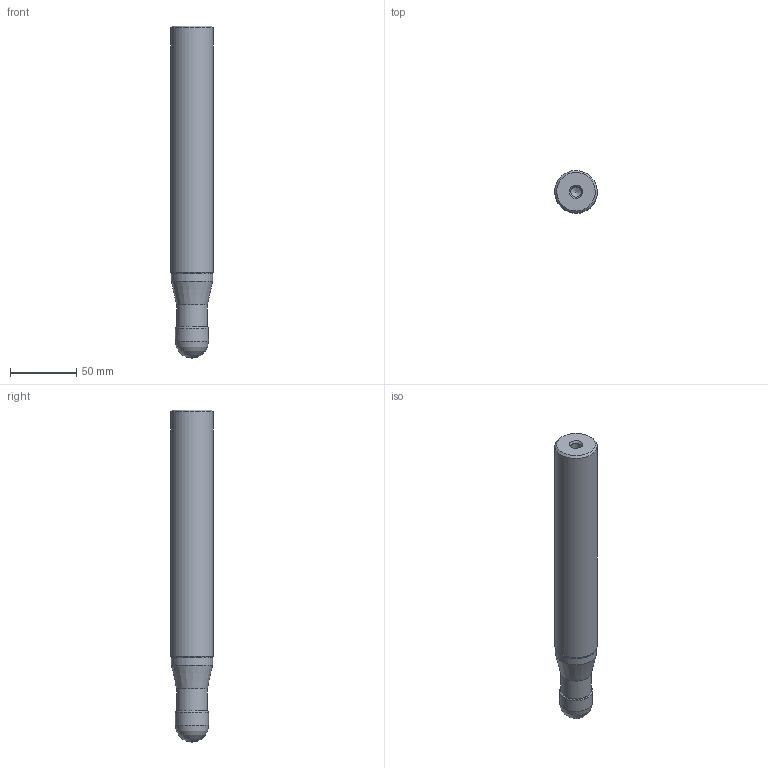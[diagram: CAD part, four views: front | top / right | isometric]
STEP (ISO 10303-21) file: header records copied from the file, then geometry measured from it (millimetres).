
FILE_DESCRIPTION(/* description */ (''),/* implementation_level */ '2;1');
FILE_NAME(/* name */ '25L2R065A32-SZP25-C_115009552ndi000_00-SIM.stp',/* time_stamp */ '2020-01-28T07:58:19+01:00',/* author */ (''),/* organization */ (''),/* preprocessor_version */ 'ST-DEVELOPER v16.7',/* originating_system */ 'SIEMENS PLM Software NX 12.0',/* authorisation */ '');
FILE_SCHEMA (('AUTOMOTIVE_DESIGN { 1 0 10303 214 3 1 1 1 }'));
Length unit declared in the file: millimetre
Products named in the file (1): hm153744A8CDt087
Bounding box: 31.99 x 31.99 x 249.98 mm (x, y, z)
Volume: 176109.8 mm3; surface area: 32306.9 mm2
Topology: 2 solids, 2 shells, 30 faces, 73 edges, 47 vertices
Faces by surface type: revolution 12, cone 8, cylinder 4, sphere 3, plane 2, torus 1
Full cylindrical faces by diameter (mm): 8 x1, 23.2 x1, 31 x1, 32 x1
Entity records: 693 total; most frequent: CARTESIAN_POINT 133, DIRECTION 115, FACE_BOUND 58, EDGE_LOOP 58, ORIENTED_EDGE 58, AXIS2_PLACEMENT_3D 50, CIRCLE 31, ADVANCED_FACE 30
